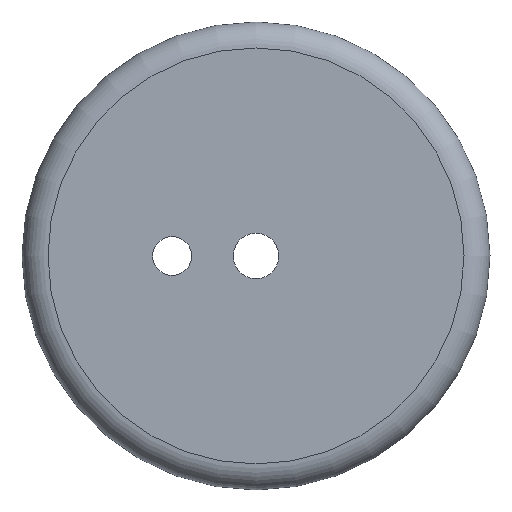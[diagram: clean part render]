
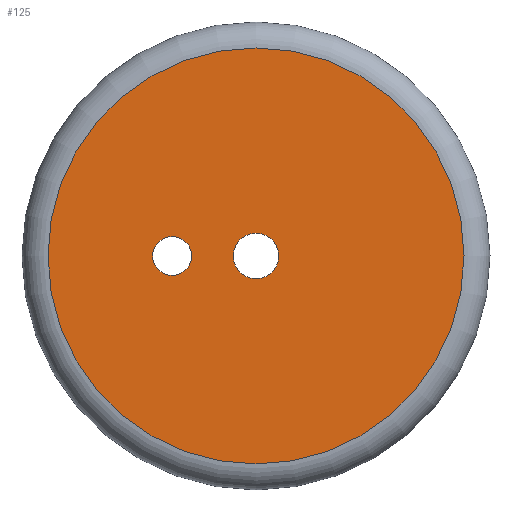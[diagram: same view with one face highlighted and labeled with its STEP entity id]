
A CAD part, top view. The second image highlights one B-rep face of the part: STEP entity #125.
In plain terms, the highlighted planar face has unit normal (0, 0, 1).
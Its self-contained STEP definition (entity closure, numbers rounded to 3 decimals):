
#32=CARTESIAN_POINT('',(-8.,-0.,6.));
#33=VERTEX_POINT('',#32);
#51=CARTESIAN_POINT('',(0.,0.,6.));
#52=DIRECTION('',(-0.,-0.,1.));
#53=DIRECTION('',(-1.,0.,0.));
#54=AXIS2_PLACEMENT_3D('',#51,#52,#53);
#55=CIRCLE('',#54,8.);
#56=EDGE_CURVE('',#33,#33,#55,.T.);
#66=CARTESIAN_POINT('',(0.875,-0.,6.));
#67=VERTEX_POINT('',#66);
#76=CARTESIAN_POINT('',(0.,0.,6.));
#77=DIRECTION('',(0.,0.,1.));
#78=DIRECTION('',(1.,0.,-0.));
#79=AXIS2_PLACEMENT_3D('',#76,#77,#78);
#80=CIRCLE('',#79,0.875);
#81=EDGE_CURVE('',#67,#67,#80,.T.);
#103=CARTESIAN_POINT('',(0.,0.,6.));
#104=DIRECTION('',(0.,0.,1.));
#105=DIRECTION('',(1.,0.,0.));
#106=AXIS2_PLACEMENT_3D('',#103,#104,#105);
#107=PLANE('',#106);
#108=CARTESIAN_POINT('',(-2.475,0.,6.));
#109=VERTEX_POINT('',#108);
#110=CARTESIAN_POINT('',(-3.225,0.,6.));
#111=DIRECTION('',(0.,0.,1.));
#112=DIRECTION('',(1.,0.,-0.));
#113=AXIS2_PLACEMENT_3D('',#110,#111,#112);
#114=CIRCLE('',#113,0.75);
#115=EDGE_CURVE('',#109,#109,#114,.T.);
#116=ORIENTED_EDGE('',*,*,#115,.F.);
#117=EDGE_LOOP('',(#116));
#118=FACE_BOUND('',#117,.T.);
#119=ORIENTED_EDGE('',*,*,#81,.F.);
#120=EDGE_LOOP('',(#119));
#121=FACE_BOUND('',#120,.T.);
#122=ORIENTED_EDGE('',*,*,#56,.T.);
#123=EDGE_LOOP('',(#122));
#124=FACE_BOUND('',#123,.T.);
#125=ADVANCED_FACE('',(#118,#121,#124),#107,.T.);
